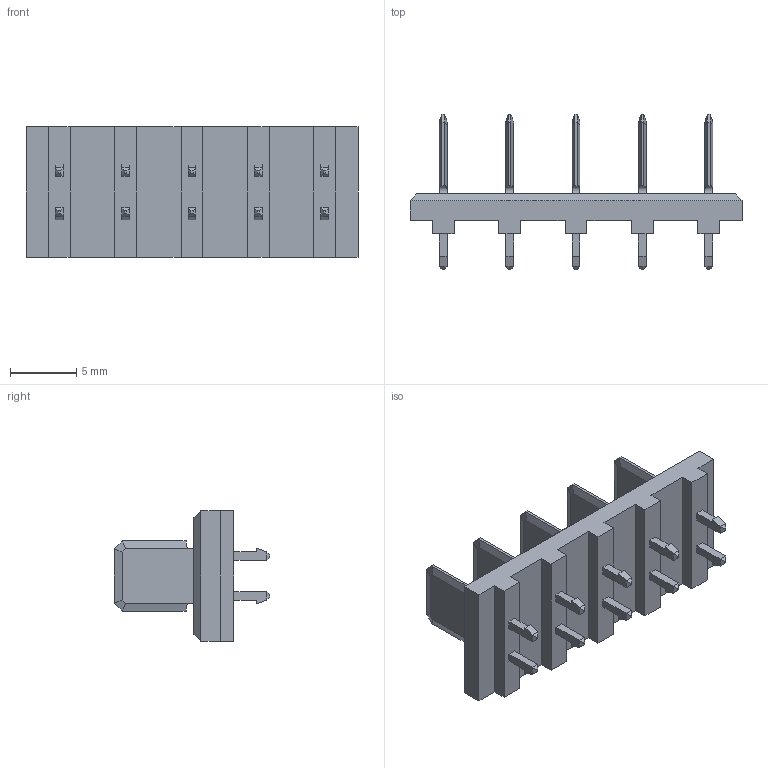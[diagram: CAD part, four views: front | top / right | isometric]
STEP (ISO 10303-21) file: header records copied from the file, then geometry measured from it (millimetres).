
FILE_DESCRIPTION(/* description */ (''),/* implementation_level */ '2;1');
FILE_NAME(/* name */ 'TSD1_01315_02TXXB.stp',/* time_stamp */ '2017-04-20T14:33:21+02:00',/* author */ (''),/* organization */ (''),/* preprocessor_version */ 'ST-DEVELOPER v11',/* originating_system */ 'SIEMENS UGS NX 6.0',/* authorisation */ '');
FILE_SCHEMA (('AUTOMOTIVE_DESIGN { 1 0 10303 214 1 1 1 1 }'));
Length unit declared in the file: millimetre
Products named in the file (1): TSD1_01315_02TXXB_igs
Bounding box: 25 x 11.7 x 9.8 mm (x, y, z)
Volume: 655.9 mm3; surface area: 1110.2 mm2
Topology: 1 solids, 1 shells, 245 faces, 600 edges, 372 vertices
Faces by surface type: plane 235, cylinder 10
Entity records: 8653 total; most frequent: CARTESIAN_POINT 1218, ORIENTED_EDGE 1200, DIRECTION 1132, EDGE_CURVE 600, LINE 560, VECTOR 560, VERTEX_POINT 372, AXIS2_PLACEMENT_3D 286
